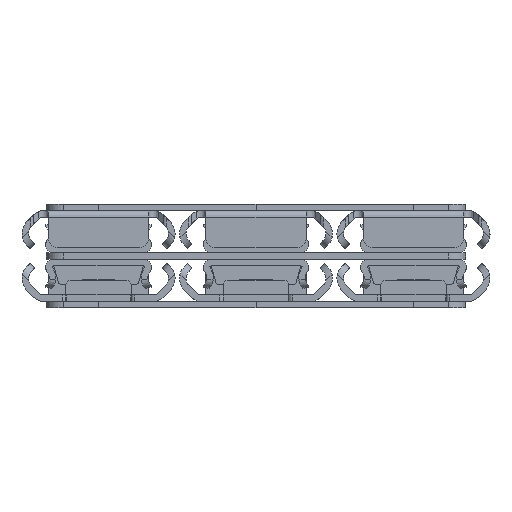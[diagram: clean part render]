
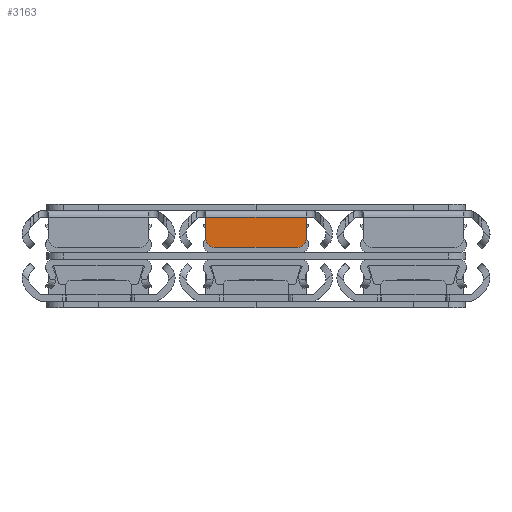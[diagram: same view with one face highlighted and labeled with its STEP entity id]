
A CAD part, left-side view. The second image highlights one B-rep face of the part: STEP entity #3163.
In plain terms, the highlighted face is planar.
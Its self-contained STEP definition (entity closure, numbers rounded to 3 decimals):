
#38 = ORIENTED_EDGE ( 'NONE', *, *, #603, .F. ) ;
#75 = DIRECTION ( 'NONE',  ( 0., 0., 1. ) ) ;
#223 = DIRECTION ( 'NONE',  ( 1., 0., 0. ) ) ;
#308 = CARTESIAN_POINT ( 'NONE',  ( 4.9, 9.5, -609.6 ) ) ;
#375 = DIRECTION ( 'NONE',  ( 0., 1., 0. ) ) ;
#376 = AXIS2_PLACEMENT_3D ( 'NONE', #443, #2966, #7205 ) ;
#443 = CARTESIAN_POINT ( 'NONE',  ( 4.9, -9.5, -609.6 ) ) ;
#554 = DIRECTION ( 'NONE',  ( 1., 0., 0. ) ) ;
#603 = EDGE_CURVE ( 'NONE', #3701, #5709, #1382, .T. ) ;
#924 = EDGE_CURVE ( 'NONE', #4743, #7340, #3921, .T. ) ;
#1382 = CIRCLE ( 'NONE', #376, 2. ) ;
#1470 = LINE ( 'NONE', #5182, #7771 ) ;
#1518 = EDGE_LOOP ( 'NONE', ( #3946, #4578, #4942, #2043, #38, #2426 ) ) ;
#1750 = DIRECTION ( 'NONE',  ( -1., 0., 0. ) ) ;
#1830 = AXIS2_PLACEMENT_3D ( 'NONE', #6850, #75, #554 ) ;
#2043 = ORIENTED_EDGE ( 'NONE', *, *, #7315, .F. ) ;
#2096 = EDGE_CURVE ( 'NONE', #2997, #7340, #1470, .T. ) ;
#2185 = DIRECTION ( 'NONE',  ( 0., 0., 1. ) ) ;
#2294 = LINE ( 'NONE', #3645, #4722 ) ;
#2359 = CARTESIAN_POINT ( 'NONE',  ( 6.9, 9.5, -609.6 ) ) ;
#2426 = ORIENTED_EDGE ( 'NONE', *, *, #4787, .T. ) ;
#2565 = LINE ( 'NONE', #5934, #3238 ) ;
#2839 = VERTEX_POINT ( 'NONE', #3488 ) ;
#2851 = CARTESIAN_POINT ( 'NONE',  ( 6.9, -9.5, -609.6 ) ) ;
#2966 = DIRECTION ( 'NONE',  ( 0., 0., 1. ) ) ;
#2997 = VERTEX_POINT ( 'NONE', #7977 ) ;
#3163 = ADVANCED_FACE ( 'NONE', ( #6185 ), #5026, .F. ) ;
#3238 = VECTOR ( 'NONE', #375, 1000. ) ;
#3262 = VECTOR ( 'NONE', #4721, 1000. ) ;
#3488 = CARTESIAN_POINT ( 'NONE',  ( 0., -11.5, -609.6 ) ) ;
#3502 = CARTESIAN_POINT ( 'NONE',  ( 4.9, 11.5, -609.6 ) ) ;
#3645 = CARTESIAN_POINT ( 'NONE',  ( -2.5, -11.5, -609.6 ) ) ;
#3701 = VERTEX_POINT ( 'NONE', #5198 ) ;
#3921 = CIRCLE ( 'NONE', #7409, 2. ) ;
#3946 = ORIENTED_EDGE ( 'NONE', *, *, #5072, .F. ) ;
#4578 = ORIENTED_EDGE ( 'NONE', *, *, #2096, .T. ) ;
#4679 = DIRECTION ( 'NONE',  ( -1., 0., 0. ) ) ;
#4721 = DIRECTION ( 'NONE',  ( 0., -1., 0. ) ) ;
#4722 = VECTOR ( 'NONE', #1750, 1000. ) ;
#4743 = VERTEX_POINT ( 'NONE', #2359 ) ;
#4787 = EDGE_CURVE ( 'NONE', #3701, #2839, #2294, .T. ) ;
#4942 = ORIENTED_EDGE ( 'NONE', *, *, #924, .F. ) ;
#5026 = PLANE ( 'NONE',  #1830 ) ;
#5072 = EDGE_CURVE ( 'NONE', #2997, #2839, #5201, .T. ) ;
#5182 = CARTESIAN_POINT ( 'NONE',  ( -2.5, 11.5, -609.6 ) ) ;
#5198 = CARTESIAN_POINT ( 'NONE',  ( 4.9, -11.5, -609.6 ) ) ;
#5201 = LINE ( 'NONE', #7905, #3262 ) ;
#5709 = VERTEX_POINT ( 'NONE', #2851 ) ;
#5934 = CARTESIAN_POINT ( 'NONE',  ( 6.9, 0., -609.6 ) ) ;
#6185 = FACE_OUTER_BOUND ( 'NONE', #1518, .T. ) ;
#6850 = CARTESIAN_POINT ( 'NONE',  ( 1.5, 12.665, -609.6 ) ) ;
#7205 = DIRECTION ( 'NONE',  ( 1., 0., 0. ) ) ;
#7315 = EDGE_CURVE ( 'NONE', #5709, #4743, #2565, .T. ) ;
#7340 = VERTEX_POINT ( 'NONE', #3502 ) ;
#7409 = AXIS2_PLACEMENT_3D ( 'NONE', #308, #2185, #4679 ) ;
#7771 = VECTOR ( 'NONE', #223, 1000. ) ;
#7905 = CARTESIAN_POINT ( 'NONE',  ( 0., 0., -609.6 ) ) ;
#7977 = CARTESIAN_POINT ( 'NONE',  ( 0., 11.5, -609.6 ) ) ;
